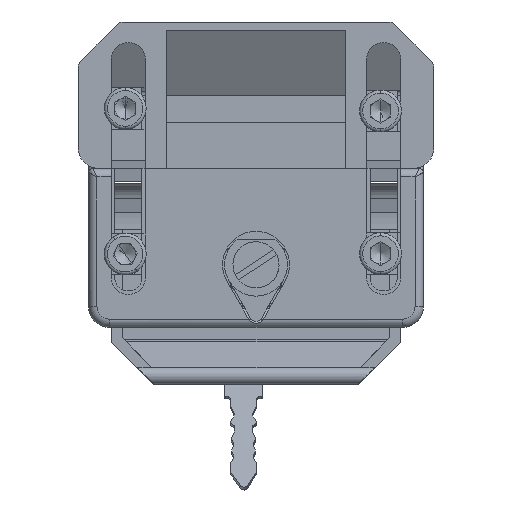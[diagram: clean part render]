
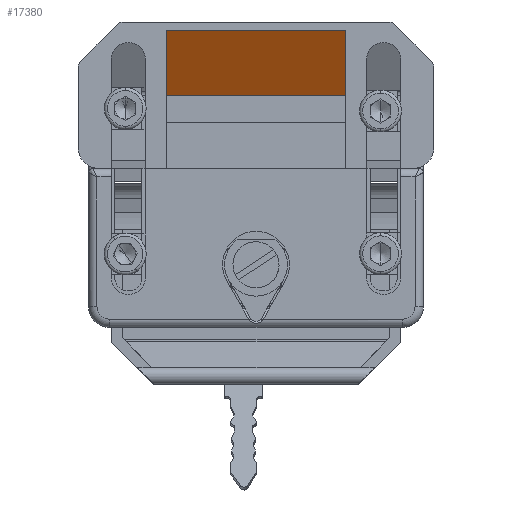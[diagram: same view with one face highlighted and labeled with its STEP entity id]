
A CAD part, front view. The second image highlights one B-rep face of the part: STEP entity #17380.
In plain terms, the highlighted planar face has unit normal (0, -0.866, -0.5).
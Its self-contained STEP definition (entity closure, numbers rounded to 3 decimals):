
#595 = EDGE_LOOP ( 'NONE', ( #16339, #16340, #16341, #16342 ) ) ;
#1410 = LINE ( 'NONE', #13677, #1414 ) ;
#1414 = VECTOR ( 'NONE', #13928, 1000. ) ;
#1445 = LINE ( 'NONE', #6895, #1469 ) ;
#1453 = LINE ( 'NONE', #6910, #1456 ) ;
#1456 = VECTOR ( 'NONE', #6921, 1000. ) ;
#1469 = VECTOR ( 'NONE', #6950, 1000. ) ;
#1701 = CARTESIAN_POINT ( 'NONE',  ( 10.592, -29.173, 56.134 ) ) ;
#1706 = PLANE ( 'NONE',  #2655 ) ;
#1709 = DIRECTION ( 'NONE',  ( 0., 0.866, 0.5 ) ) ;
#1710 = DIRECTION ( 'NONE',  ( 0., -0.5, 0.866 ) ) ;
#2091 = CARTESIAN_POINT ( 'NONE',  ( 10.592, -29.173, 56.134 ) ) ;
#2655 = AXIS2_PLACEMENT_3D ( 'NONE', #1701, #1709, #1710 ) ;
#3777 = EDGE_CURVE ( 'NONE', #3950, #3951, #1410, .T. ) ;
#3800 = EDGE_CURVE ( 'NONE', #4113, #3950, #1453, .T. ) ;
#3807 = EDGE_CURVE ( 'NONE', #3941, #3951, #1445, .T. ) ;
#3941 = VERTEX_POINT ( 'NONE', #12651 ) ;
#3950 = VERTEX_POINT ( 'NONE', #12583 ) ;
#3951 = VERTEX_POINT ( 'NONE', #12584 ) ;
#4113 = VERTEX_POINT ( 'NONE', #2091 ) ;
#6895 = CARTESIAN_POINT ( 'NONE',  ( 10.592, -20.204, 40.598 ) ) ;
#6910 = CARTESIAN_POINT ( 'NONE',  ( 10.592, -29.173, 56.134 ) ) ;
#6921 = DIRECTION ( 'NONE',  ( -1., 0., 0. ) ) ;
#6950 = DIRECTION ( 'NONE',  ( -1., 0., 0. ) ) ;
#8770 = CARTESIAN_POINT ( 'NONE',  ( 10.592, -29.173, 56.134 ) ) ;
#8771 = DIRECTION ( 'NONE',  ( 0., 0.5, -0.866 ) ) ;
#10225 = LINE ( 'NONE', #8770, #10228 ) ;
#10228 = VECTOR ( 'NONE', #8771, 1000. ) ;
#11007 = FACE_OUTER_BOUND ( 'NONE', #595, .T. ) ;
#12583 = CARTESIAN_POINT ( 'NONE',  ( -32.408, -29.173, 56.134 ) ) ;
#12584 = CARTESIAN_POINT ( 'NONE',  ( -32.408, -20.204, 40.598 ) ) ;
#12651 = CARTESIAN_POINT ( 'NONE',  ( 10.592, -20.204, 40.598 ) ) ;
#13677 = CARTESIAN_POINT ( 'NONE',  ( -32.408, -29.173, 56.134 ) ) ;
#13928 = DIRECTION ( 'NONE',  ( 0., 0.5, -0.866 ) ) ;
#15104 = EDGE_CURVE ( 'NONE', #4113, #3941, #10225, .T. ) ;
#16339 = ORIENTED_EDGE ( 'NONE', *, *, #3777, .T. ) ;
#16340 = ORIENTED_EDGE ( 'NONE', *, *, #3807, .F. ) ;
#16341 = ORIENTED_EDGE ( 'NONE', *, *, #15104, .F. ) ;
#16342 = ORIENTED_EDGE ( 'NONE', *, *, #3800, .T. ) ;
#17380 = ADVANCED_FACE ( 'NONE', ( #11007 ), #1706, .F. ) ;
